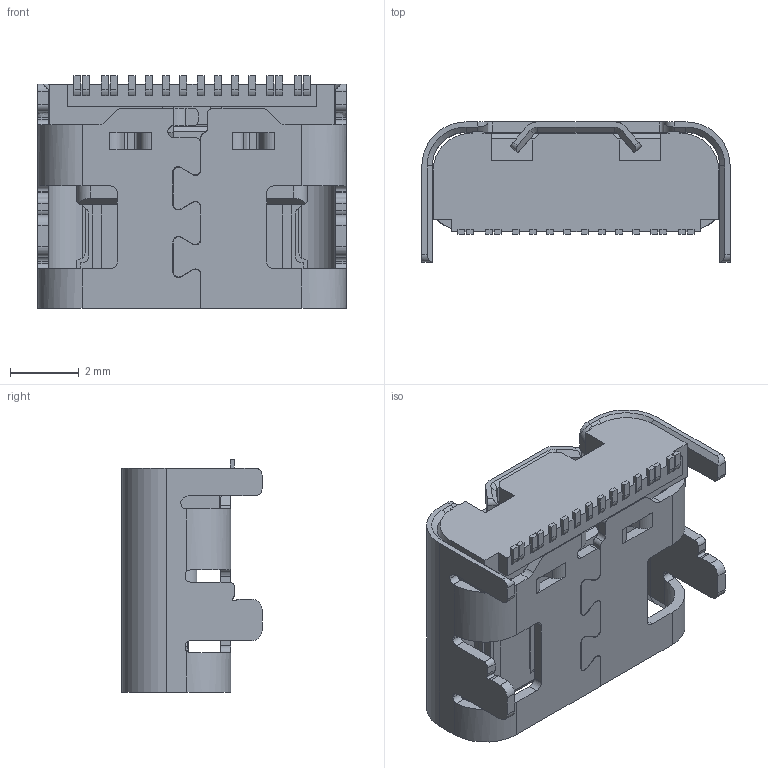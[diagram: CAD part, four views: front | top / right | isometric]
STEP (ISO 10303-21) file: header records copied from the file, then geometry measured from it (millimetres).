
FILE_DESCRIPTION((''),'2;1');
FILE_NAME('2171790001','2021-03-03T',('gga'),(''),'PRO/ENGINEER BY PARAMETRIC TECHNOLOGY CORPORATION, 2016010','PRO/ENGINEER BY PARAMETRIC TECHNOLOGY CORPORATION, 2016010','');
FILE_SCHEMA(('CONFIG_CONTROL_DESIGN'));
Length unit declared in the file: millimetre
Products named in the file (1): 2171790001
Bounding box: 8.94 x 4.06 x 6.75 mm (x, y, z)
Volume: 95.6 mm3; surface area: 430.7 mm2
Topology: 1 solids, 1 shells, 664 faces, 2050 edges, 1364 vertices
Faces by surface type: plane 470, cylinder 177, cone 13, bspline 4
Entity records: 23074 total; most frequent: CARTESIAN_POINT 4669, ORIENTED_EDGE 3940, DIRECTION 3643, EDGE_CURVE 1970, VECTOR 1579, LINE 1579, VERTEX_POINT 1284, AXIS2_PLACEMENT_3D 1032
